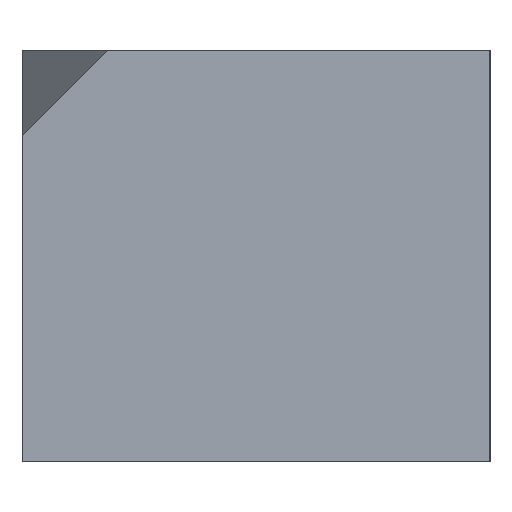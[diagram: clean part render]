
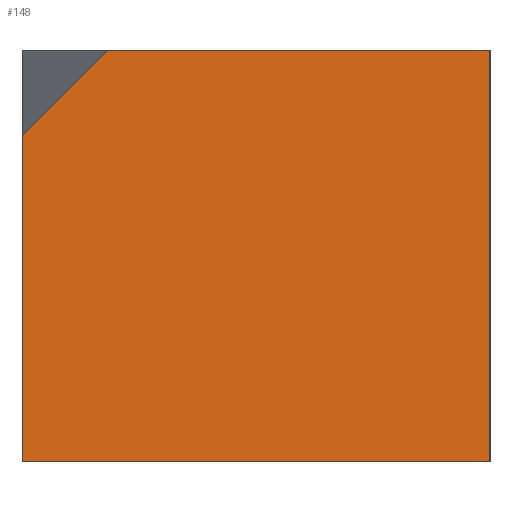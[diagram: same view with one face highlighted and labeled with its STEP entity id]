
A CAD part, left-side view. The second image highlights one B-rep face of the part: STEP entity #148.
In plain terms, the highlighted planar face has unit normal (-1, 0, 0).
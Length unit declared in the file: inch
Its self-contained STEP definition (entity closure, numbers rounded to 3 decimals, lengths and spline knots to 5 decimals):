
#22=FACE_OUTER_BOUND('',#30,.T.);
#30=EDGE_LOOP('',(#128,#129,#130,#131,#132));
#38=LINE('',#227,#56);
#42=LINE('',#233,#60);
#44=LINE('',#237,#62);
#46=LINE('',#241,#64);
#48=LINE('',#244,#66);
#56=VECTOR('',#186,0.3937);
#60=VECTOR('',#192,0.3937);
#62=VECTOR('',#196,0.3937);
#64=VECTOR('',#200,0.3937);
#66=VECTOR('',#204,0.3937);
#74=VERTEX_POINT('',#225);
#75=VERTEX_POINT('',#226);
#76=VERTEX_POINT('',#232);
#77=VERTEX_POINT('',#236);
#78=VERTEX_POINT('',#240);
#86=EDGE_CURVE('',#74,#75,#38,.T.);
#90=EDGE_CURVE('',#75,#76,#42,.T.);
#92=EDGE_CURVE('',#77,#74,#44,.T.);
#94=EDGE_CURVE('',#76,#78,#46,.T.);
#96=EDGE_CURVE('',#78,#77,#48,.T.);
#128=ORIENTED_EDGE('',*,*,#92,.F.);
#129=ORIENTED_EDGE('',*,*,#96,.F.);
#130=ORIENTED_EDGE('',*,*,#94,.F.);
#131=ORIENTED_EDGE('',*,*,#90,.F.);
#132=ORIENTED_EDGE('',*,*,#86,.F.);
#140=PLANE('',#170);
#148=ADVANCED_FACE('',(#22),#140,.F.);
#170=AXIS2_PLACEMENT_3D('',#245,#205,#206);
#186=DIRECTION('',(0.,-1.,0.));
#192=DIRECTION('',(0.,0.,-1.));
#196=DIRECTION('',(0.,-0.707,0.707));
#200=DIRECTION('',(0.,1.,0.));
#204=DIRECTION('',(0.,0.,1.));
#205=DIRECTION('center_axis',(1.,0.,0.));
#206=DIRECTION('ref_axis',(0.,-1.,0.));
#225=CARTESIAN_POINT('',(-892.125,33.875,9.625));
#226=CARTESIAN_POINT('',(-892.125,30.5,9.625));
#227=CARTESIAN_POINT('',(-892.125,32.5625,9.625));
#232=CARTESIAN_POINT('',(-892.125,30.5,6.));
#233=CARTESIAN_POINT('',(-892.125,30.5,21.4375));
#236=CARTESIAN_POINT('',(-892.125,34.625,8.875));
#237=CARTESIAN_POINT('',(-892.125,34.0625,9.4375));
#240=CARTESIAN_POINT('',(-892.125,34.625,6.));
#241=CARTESIAN_POINT('',(-892.125,34.625,6.));
#244=CARTESIAN_POINT('',(-892.125,34.625,21.4375));
#245=CARTESIAN_POINT('Origin',(-892.125,34.625,9.625));
